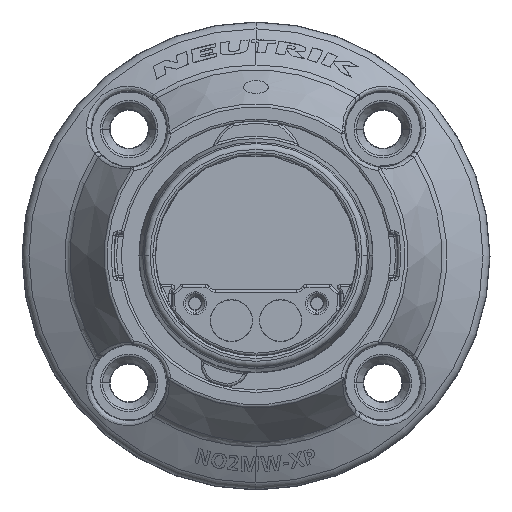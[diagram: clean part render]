
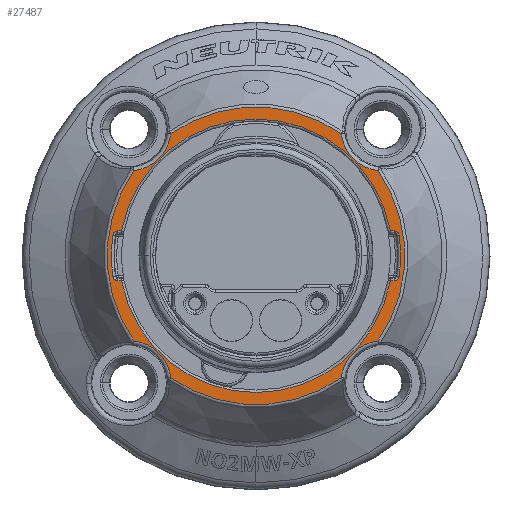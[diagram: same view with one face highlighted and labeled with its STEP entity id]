
A CAD part, top view. The second image highlights one B-rep face of the part: STEP entity #27487.
In plain terms, the highlighted planar face has unit normal (0, 0, 1).
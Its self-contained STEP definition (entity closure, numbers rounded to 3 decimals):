
#6955=CARTESIAN_POINT('',(0.,0.,-20.75));
#6956=DIRECTION('',(0.,0.,-1.));
#6957=DIRECTION('',(-0.983,0.182,0.));
#6958=AXIS2_PLACEMENT_3D('',#6955,#6956,#6957);
#7040=CARTESIAN_POINT('',(0.,0.,-20.75));
#7041=DIRECTION('',(0.,0.,-1.));
#7042=DIRECTION('',(0.983,-0.182,0.));
#7043=AXIS2_PLACEMENT_3D('',#7040,#7041,#7042);
#7184=CARTESIAN_POINT('',(0.,0.,-20.75));
#7185=DIRECTION('',(0.,0.,-1.));
#7186=DIRECTION('',(-0.573,0.82,0.));
#7187=AXIS2_PLACEMENT_3D('',#7184,#7185,#7186);
#7189=CARTESIAN_POINT('',(10.3,10.3,-20.75));
#7190=DIRECTION('',(0.,0.,-1.));
#7191=DIRECTION('',(-0.117,-0.993,0.));
#7192=AXIS2_PLACEMENT_3D('',#7189,#7190,#7191);
#7194=CARTESIAN_POINT('',(0.,0.,-20.75));
#7195=DIRECTION('',(0.,0.,1.));
#7196=DIRECTION('',(0.82,-0.573,0.));
#7197=AXIS2_PLACEMENT_3D('',#7194,#7195,#7196);
#7199=CARTESIAN_POINT('',(10.3,-10.3,-20.75));
#7200=DIRECTION('',(0.,0.,-1.));
#7201=DIRECTION('',(-0.993,0.117,0.));
#7202=AXIS2_PLACEMENT_3D('',#7199,#7200,#7201);
#7204=CARTESIAN_POINT('',(0.,0.,-20.75));
#7205=DIRECTION('',(0.,0.,-1.));
#7206=DIRECTION('',(0.573,-0.82,0.));
#7207=AXIS2_PLACEMENT_3D('',#7204,#7205,#7206);
#7209=CARTESIAN_POINT('',(-10.3,-10.3,-20.75));
#7210=DIRECTION('',(0.,0.,-1.));
#7211=DIRECTION('',(0.117,0.993,0.));
#7212=AXIS2_PLACEMENT_3D('',#7209,#7210,#7211);
#7214=CARTESIAN_POINT('',(0.,0.,-20.75));
#7215=DIRECTION('',(0.,0.,1.));
#7216=DIRECTION('',(-0.82,0.573,0.));
#7217=AXIS2_PLACEMENT_3D('',#7214,#7215,#7216);
#7219=CARTESIAN_POINT('',(-10.3,10.3,-20.75));
#7220=DIRECTION('',(0.,0.,-1.));
#7221=DIRECTION('',(0.993,-0.117,0.));
#7222=AXIS2_PLACEMENT_3D('',#7219,#7220,#7221);
#7224=DIRECTION('',(-1.,0.,0.));
#7225=VECTOR('',#7224,0.31);
#7226=CARTESIAN_POINT('',(11.226,-2.017,-20.75));
#7227=LINE('',#7226,#7225);
#7228=CARTESIAN_POINT('',(11.622,-1.674,-20.75));
#7229=CARTESIAN_POINT('',(11.615,-1.723,
-20.75));
#7230=CARTESIAN_POINT('',(11.585,-1.812,
-20.75));
#7231=CARTESIAN_POINT('',(11.494,-1.926,
-20.75));
#7232=CARTESIAN_POINT('',(11.366,-2.,
-20.75));
#7233=CARTESIAN_POINT('',(11.275,-2.017,
-20.75));
#7234=CARTESIAN_POINT('',(11.226,-2.017,-20.75));
#7236=CARTESIAN_POINT('',(0.,0.,-20.75));
#7237=DIRECTION('',(0.,0.,-1.));
#7238=DIRECTION('',(0.99,0.143,0.));
#7239=AXIS2_PLACEMENT_3D('',#7236,#7237,#7238);
#7241=CARTESIAN_POINT('',(11.226,2.017,-20.75));
#7242=CARTESIAN_POINT('',(11.275,2.017,-20.75));
#7243=CARTESIAN_POINT('',(11.368,2.,-20.75));
#7244=CARTESIAN_POINT('',(11.494,1.926,-20.75));
#7245=CARTESIAN_POINT('',(11.586,1.81,-20.75));
#7246=CARTESIAN_POINT('',(11.615,1.721,-20.75));
#7247=CARTESIAN_POINT('',(11.622,1.675,-20.75));
#7249=DIRECTION('',(1.,0.,0.));
#7250=VECTOR('',#7249,0.31);
#7251=CARTESIAN_POINT('',(10.916,2.017,-20.75));
#7252=LINE('',#7251,#7250);
#7253=DIRECTION('',(1.,0.,0.));
#7254=VECTOR('',#7253,0.31);
#7255=CARTESIAN_POINT('',(-11.226,2.017,-20.75));
#7256=LINE('',#7255,#7254);
#7257=CARTESIAN_POINT('',(-11.622,1.674,-20.75));
#7258=CARTESIAN_POINT('',(-11.615,1.723,
-20.75));
#7259=CARTESIAN_POINT('',(-11.585,1.812,
-20.75));
#7260=CARTESIAN_POINT('',(-11.494,1.926,
-20.75));
#7261=CARTESIAN_POINT('',(-11.366,2.,
-20.75));
#7262=CARTESIAN_POINT('',(-11.275,2.017,
-20.75));
#7263=CARTESIAN_POINT('',(-11.226,2.017,-20.75));
#7265=CARTESIAN_POINT('',(0.,0.,-20.75));
#7266=DIRECTION('',(0.,0.,-1.));
#7267=DIRECTION('',(-0.99,-0.143,0.));
#7268=AXIS2_PLACEMENT_3D('',#7265,#7266,#7267);
#7270=CARTESIAN_POINT('',(-11.226,-2.017,-20.75));
#7271=CARTESIAN_POINT('',(-11.275,-2.017,
-20.75));
#7272=CARTESIAN_POINT('',(-11.368,-2.,
-20.75));
#7273=CARTESIAN_POINT('',(-11.494,-1.926,
-20.75));
#7274=CARTESIAN_POINT('',(-11.586,-1.81,
-20.75));
#7275=CARTESIAN_POINT('',(-11.615,-1.721,
-20.75));
#7276=CARTESIAN_POINT('',(-11.622,-1.675,-20.75));
#7278=DIRECTION('',(-1.,0.,0.));
#7279=VECTOR('',#7278,0.31);
#7280=CARTESIAN_POINT('',(-10.916,-2.017,-20.75));
#7281=LINE('',#7280,#7279);
#14767=CARTESIAN_POINT('',(-6.924,9.901,-20.75));
#14768=CARTESIAN_POINT('',(6.924,9.901,-20.75));
#14769=VERTEX_POINT('',#14767);
#14770=VERTEX_POINT('',#14768);
#14771=CARTESIAN_POINT('',(9.901,6.924,-20.75));
#14772=VERTEX_POINT('',#14771);
#14773=CARTESIAN_POINT('',(9.901,-6.924,-20.75));
#14774=VERTEX_POINT('',#14773);
#14775=CARTESIAN_POINT('',(6.924,-9.901,-20.75));
#14776=VERTEX_POINT('',#14775);
#14777=CARTESIAN_POINT('',(-6.923,-9.901,-20.75));
#14778=VERTEX_POINT('',#14777);
#14779=CARTESIAN_POINT('',(-9.901,-6.924,-20.75));
#14780=VERTEX_POINT('',#14779);
#14781=CARTESIAN_POINT('',(-9.901,6.924,-20.75));
#14782=VERTEX_POINT('',#14781);
#14825=CARTESIAN_POINT('',(-10.916,2.017,-20.75));
#14826=CARTESIAN_POINT('',(10.916,2.017,-20.75));
#14827=VERTEX_POINT('',#14825);
#14828=VERTEX_POINT('',#14826);
#14829=CARTESIAN_POINT('',(10.916,-2.017,-20.75));
#14830=CARTESIAN_POINT('',(-10.916,-2.017,-20.75));
#14831=VERTEX_POINT('',#14829);
#14832=VERTEX_POINT('',#14830);
#14837=CARTESIAN_POINT('',(11.226,-2.017,-20.75));
#14838=VERTEX_POINT('',#14837);
#14863=CARTESIAN_POINT('',(-11.621,-1.678,-20.75));
#14864=CARTESIAN_POINT('',(-11.622,1.673,-20.75));
#14865=VERTEX_POINT('',#14863);
#14866=VERTEX_POINT('',#14864);
#14867=CARTESIAN_POINT('',(11.226,2.017,-20.75));
#14868=VERTEX_POINT('',#14867);
#14883=CARTESIAN_POINT('',(-11.226,2.017,-20.75));
#14884=VERTEX_POINT('',#14883);
#14885=CARTESIAN_POINT('',(11.621,1.678,-20.75));
#14886=CARTESIAN_POINT('',(11.622,-1.673,-20.75));
#14887=VERTEX_POINT('',#14885);
#14888=VERTEX_POINT('',#14886);
#14889=CARTESIAN_POINT('',(-11.226,-2.017,-20.75));
#14890=VERTEX_POINT('',#14889);
#27442=CARTESIAN_POINT('',(0.,0.,-20.75));
#27443=DIRECTION('',(0.,0.,-1.));
#27444=DIRECTION('',(0.,-1.,0.));
#27445=AXIS2_PLACEMENT_3D('',#27442,#27443,#27444);
#27446=PLANE('',#27445);
#27448=ORIENTED_EDGE('',*,*,#27447,.T.);
#27450=ORIENTED_EDGE('',*,*,#27449,.F.);
#27452=ORIENTED_EDGE('',*,*,#27451,.F.);
#27454=ORIENTED_EDGE('',*,*,#27453,.F.);
#27456=ORIENTED_EDGE('',*,*,#27455,.T.);
#27458=ORIENTED_EDGE('',*,*,#27457,.F.);
#27460=ORIENTED_EDGE('',*,*,#27459,.F.);
#27462=ORIENTED_EDGE('',*,*,#27461,.F.);
#27463=EDGE_LOOP('',(#27448,#27450,#27452,#27454,#27456,#27458,#27460,#27462));
#27464=FACE_OUTER_BOUND('',#27463,.F.);
#27465=ORIENTED_EDGE('',*,*,#27205,.F.);
#27466=ORIENTED_EDGE('',*,*,#27397,.F.);
#27467=ORIENTED_EDGE('',*,*,#27432,.F.);
#27469=ORIENTED_EDGE('',*,*,#27468,.F.);
#27471=ORIENTED_EDGE('',*,*,#27470,.F.);
#27473=ORIENTED_EDGE('',*,*,#27472,.F.);
#27474=ORIENTED_EDGE('',*,*,#27017,.F.);
#27476=ORIENTED_EDGE('',*,*,#27475,.F.);
#27478=ORIENTED_EDGE('',*,*,#27477,.F.);
#27480=ORIENTED_EDGE('',*,*,#27479,.F.);
#27482=ORIENTED_EDGE('',*,*,#27481,.F.);
#27484=ORIENTED_EDGE('',*,*,#27483,.F.);
#27485=EDGE_LOOP('',(#27465,#27466,#27467,#27469,#27471,#27473,#27474,#27476,
#27478,#27480,#27482,#27484));
#27486=FACE_BOUND('',#27485,.F.);
#27487=ADVANCED_FACE('',(#27464,#27486),#27446,.F.);
#6959=CIRCLE('',#6958,11.101);
#7044=CIRCLE('',#7043,11.101);
#7188=CIRCLE('',#7187,12.082);
#7193=CIRCLE('',#7192,3.4);
#7198=CIRCLE('',#7197,12.082);
#7203=CIRCLE('',#7202,3.4);
#7208=CIRCLE('',#7207,12.082);
#7213=CIRCLE('',#7212,3.4);
#7218=CIRCLE('',#7217,12.082);
#7223=CIRCLE('',#7222,3.4);
#7235=B_SPLINE_CURVE_WITH_KNOTS('',3,(#7228,#7229,#7230,#7231,#7232,#7233,
#7234),.UNSPECIFIED.,.F.,.F.,(4,1,1,1,4),(0.,0.25,0.5,0.75,1.),
.UNSPECIFIED.);
#7240=CIRCLE('',#7239,11.742);
#7248=B_SPLINE_CURVE_WITH_KNOTS('',3,(#7241,#7242,#7243,#7244,#7245,#7246,
#7247),.UNSPECIFIED.,.F.,.F.,(4,1,1,1,4),(0.,0.25,0.5,0.75,1.),
.UNSPECIFIED.);
#7264=B_SPLINE_CURVE_WITH_KNOTS('',3,(#7257,#7258,#7259,#7260,#7261,#7262,
#7263),.UNSPECIFIED.,.F.,.F.,(4,1,1,1,4),(0.,0.25,0.5,0.75,1.),
.UNSPECIFIED.);
#7269=CIRCLE('',#7268,11.742);
#7277=B_SPLINE_CURVE_WITH_KNOTS('',3,(#7270,#7271,#7272,#7273,#7274,#7275,
#7276),.UNSPECIFIED.,.F.,.F.,(4,1,1,1,4),(0.,0.25,0.5,0.75,1.),
.UNSPECIFIED.);
#27017=EDGE_CURVE('',#14827,#14828,#6959,.T.);
#27205=EDGE_CURVE('',#14831,#14832,#7044,.T.);
#27397=EDGE_CURVE('',#14838,#14831,#7227,.T.);
#27432=EDGE_CURVE('',#14888,#14838,#7235,.T.);
#27447=EDGE_CURVE('',#14769,#14770,#7188,.T.);
#27449=EDGE_CURVE('',#14772,#14770,#7193,.T.);
#27451=EDGE_CURVE('',#14774,#14772,#7198,.T.);
#27453=EDGE_CURVE('',#14776,#14774,#7203,.T.);
#27455=EDGE_CURVE('',#14776,#14778,#7208,.T.);
#27457=EDGE_CURVE('',#14780,#14778,#7213,.T.);
#27459=EDGE_CURVE('',#14782,#14780,#7218,.T.);
#27461=EDGE_CURVE('',#14769,#14782,#7223,.T.);
#27468=EDGE_CURVE('',#14887,#14888,#7240,.T.);
#27470=EDGE_CURVE('',#14868,#14887,#7248,.T.);
#27472=EDGE_CURVE('',#14828,#14868,#7252,.T.);
#27475=EDGE_CURVE('',#14884,#14827,#7256,.T.);
#27477=EDGE_CURVE('',#14866,#14884,#7264,.T.);
#27479=EDGE_CURVE('',#14865,#14866,#7269,.T.);
#27481=EDGE_CURVE('',#14890,#14865,#7277,.T.);
#27483=EDGE_CURVE('',#14832,#14890,#7281,.T.);
